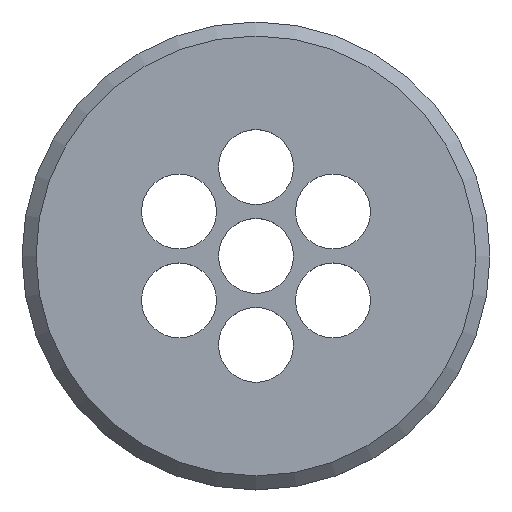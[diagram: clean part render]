
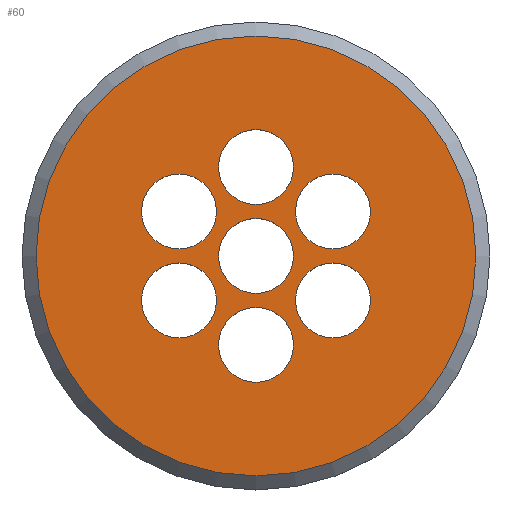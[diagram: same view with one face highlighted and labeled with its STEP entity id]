
A CAD part, top view. The second image highlights one B-rep face of the part: STEP entity #60.
In plain terms, the highlighted planar face has unit normal (0, 0, 1).
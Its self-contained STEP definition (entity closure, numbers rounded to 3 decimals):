
#60=ADVANCED_FACE('',(#7464,#7466,#7468,#7470,#7472,#7474,#7476,#7478),#7480,.T.);
#7464=FACE_BOUND('',#7465,.T.);
#7465=EDGE_LOOP('',(#7879));
#7466=FACE_BOUND('',#7467,.T.);
#7467=EDGE_LOOP('',(#7880));
#7468=FACE_BOUND('',#7469,.T.);
#7469=EDGE_LOOP('',(#7881));
#7470=FACE_BOUND('',#7471,.T.);
#7471=EDGE_LOOP('',(#7882));
#7472=FACE_BOUND('',#7473,.T.);
#7473=EDGE_LOOP('',(#7883));
#7474=FACE_BOUND('',#7475,.T.);
#7475=EDGE_LOOP('',(#7884));
#7476=FACE_BOUND('',#7477,.T.);
#7477=EDGE_LOOP('',(#7885));
#7478=FACE_BOUND('',#7479,.T.);
#7479=EDGE_LOOP('',(#7886));
#7480=PLANE('',#7481);
#7481=AXIS2_PLACEMENT_3D('',#7482,#7483,#7484);
#7482=CARTESIAN_POINT('',(0.,0.,3.));
#7483=DIRECTION('',(0.,0.,1.));
#7484=DIRECTION('',(-1.,0.,0.));
#7879=ORIENTED_EDGE('',*,*,#8118,.T.);
#7880=ORIENTED_EDGE('',*,*,#8126,.T.);
#7881=ORIENTED_EDGE('',*,*,#8127,.T.);
#7882=ORIENTED_EDGE('',*,*,#8128,.T.);
#7883=ORIENTED_EDGE('',*,*,#8129,.T.);
#7884=ORIENTED_EDGE('',*,*,#8130,.T.);
#7885=ORIENTED_EDGE('',*,*,#8131,.T.);
#7886=ORIENTED_EDGE('',*,*,#8132,.T.);
#8118=EDGE_CURVE('',#8327,#8327,#8328,.T.);
#8126=EDGE_CURVE('',#8343,#8343,#8344,.F.);
#8127=EDGE_CURVE('',#8345,#8345,#8346,.F.);
#8128=EDGE_CURVE('',#8347,#8347,#8348,.F.);
#8129=EDGE_CURVE('',#8349,#8349,#8350,.F.);
#8130=EDGE_CURVE('',#8351,#8351,#8352,.F.);
#8131=EDGE_CURVE('',#8353,#8353,#8354,.F.);
#8132=EDGE_CURVE('',#8355,#8355,#8356,.F.);
#8327=VERTEX_POINT('',#12032);
#8328=CIRCLE('',#12033,23.5);
#8343=VERTEX_POINT('',#12072);
#8344=CIRCLE('',#12073,4.);
#8345=VERTEX_POINT('',#12077);
#8346=CIRCLE('',#12078,4.);
#8347=VERTEX_POINT('',#12082);
#8348=CIRCLE('',#12083,4.);
#8349=VERTEX_POINT('',#12087);
#8350=CIRCLE('',#12088,4.);
#8351=VERTEX_POINT('',#12092);
#8352=CIRCLE('',#12093,4.);
#8353=VERTEX_POINT('',#12097);
#8354=CIRCLE('',#12098,4.);
#8355=VERTEX_POINT('',#12102);
#8356=CIRCLE('',#12103,4.);
#12032=CARTESIAN_POINT('',(0.,-23.5,3.));
#12033=AXIS2_PLACEMENT_3D('',#12034,#12035,#12036);
#12034=CARTESIAN_POINT('',(0.,0.,3.));
#12035=DIRECTION('',(0.,0.,1.));
#12036=DIRECTION('',(0.,-1.,0.));
#12072=CARTESIAN_POINT('',(8.227,0.75,3.));
#12073=AXIS2_PLACEMENT_3D('',#12074,#12075,#12076);
#12074=CARTESIAN_POINT('',(8.227,4.75,3.));
#12075=DIRECTION('',(0.,0.,1.));
#12076=DIRECTION('',(0.,-1.,0.));
#12077=CARTESIAN_POINT('',(0.,-4.,3.));
#12078=AXIS2_PLACEMENT_3D('',#12079,#12080,#12081);
#12079=CARTESIAN_POINT('',(0.,0.,3.));
#12080=DIRECTION('',(0.,0.,1.));
#12081=DIRECTION('',(0.,-1.,0.));
#12082=CARTESIAN_POINT('',(-8.227,-8.75,3.));
#12083=AXIS2_PLACEMENT_3D('',#12084,#12085,#12086);
#12084=CARTESIAN_POINT('',(-8.227,-4.75,3.));
#12085=DIRECTION('',(0.,0.,1.));
#12086=DIRECTION('',(0.,-1.,0.));
#12087=CARTESIAN_POINT('',(-8.227,0.75,3.));
#12088=AXIS2_PLACEMENT_3D('',#12089,#12090,#12091);
#12089=CARTESIAN_POINT('',(-8.227,4.75,3.));
#12090=DIRECTION('',(0.,0.,1.));
#12091=DIRECTION('',(0.,-1.,0.));
#12092=CARTESIAN_POINT('',(0.,5.5,3.));
#12093=AXIS2_PLACEMENT_3D('',#12094,#12095,#12096);
#12094=CARTESIAN_POINT('',(0.,9.5,3.));
#12095=DIRECTION('',(0.,0.,1.));
#12096=DIRECTION('',(0.,-1.,0.));
#12097=CARTESIAN_POINT('',(8.227,-8.75,3.));
#12098=AXIS2_PLACEMENT_3D('',#12099,#12100,#12101);
#12099=CARTESIAN_POINT('',(8.227,-4.75,3.));
#12100=DIRECTION('',(0.,0.,1.));
#12101=DIRECTION('',(0.,-1.,0.));
#12102=CARTESIAN_POINT('',(0.,-13.5,3.));
#12103=AXIS2_PLACEMENT_3D('',#12104,#12105,#12106);
#12104=CARTESIAN_POINT('',(0.,-9.5,3.));
#12105=DIRECTION('',(0.,0.,1.));
#12106=DIRECTION('',(0.,-1.,0.));
